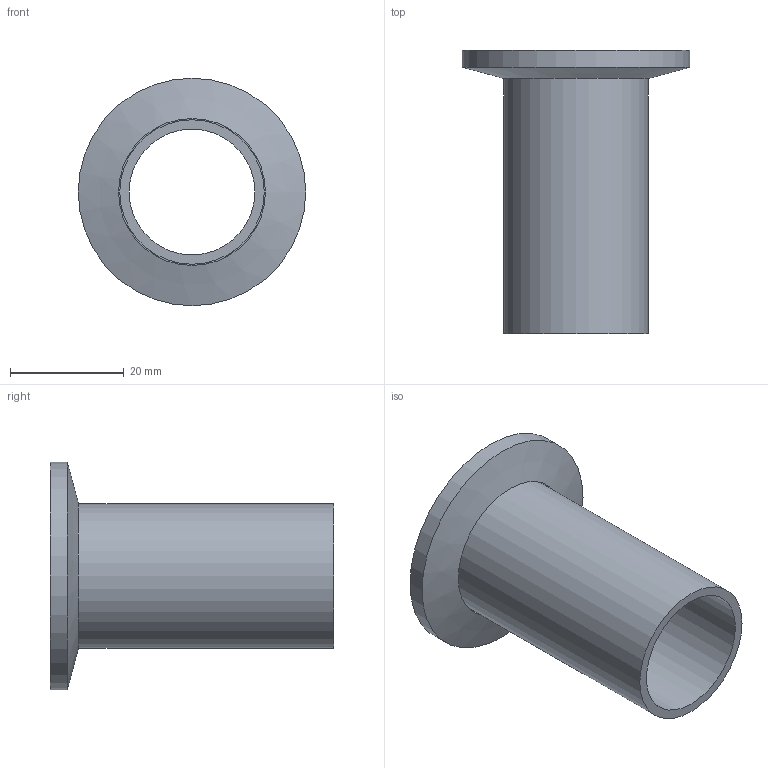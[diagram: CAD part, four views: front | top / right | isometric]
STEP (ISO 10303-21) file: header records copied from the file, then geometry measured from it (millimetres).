
FILE_DESCRIPTION (( 'STEP AP214' ), '1' );
FILE_NAME ('ETV2KF25 Fullvac.stp', '2021-04-20T08:48:44', ( '' ), ( '' ), 'SwSTEP 2.0', 'SolidWorks 2017', '' );
FILE_SCHEMA (( 'AUTOMOTIVE_DESIGN' ));
Length unit declared in the file: millimetre
Products named in the file (3): ETV2KF25 Fullvac; 2^ETV2KF25 Fullvac; 1^ETV2KF25 Fullvac
Assembly tree (2 placements, depth 2):
  ETV2KF25 Fullvac
    1^ETV2KF25 Fullvac
    2^ETV2KF25 Fullvac
Bounding box: 40 x 49.82 x 40 mm (x, y, z)
Volume: 8648 mm3; surface area: 9648.3 mm2
Topology: 2 solids, 2 shells, 12 faces, 21 edges, 14 vertices
Faces by surface type: cylinder 6, plane 5, cone 1
Full cylindrical faces by diameter (mm): 22.1 x2, 25.4 x1, 25.818 x1, 26.2 x1, 40 x1
Entity records: 494 total; most frequent: DIRECTION 58, CARTESIAN_POINT 41, AXIS2_PLACEMENT_3D 29, ORIENTED_EDGE 24, EDGE_LOOP 24, UNCERTAINTY_MEASURE_WITH_UNIT 19, FACE_OUTER_BOUND 18, SURFACE_STYLE_FILL_AREA 16
